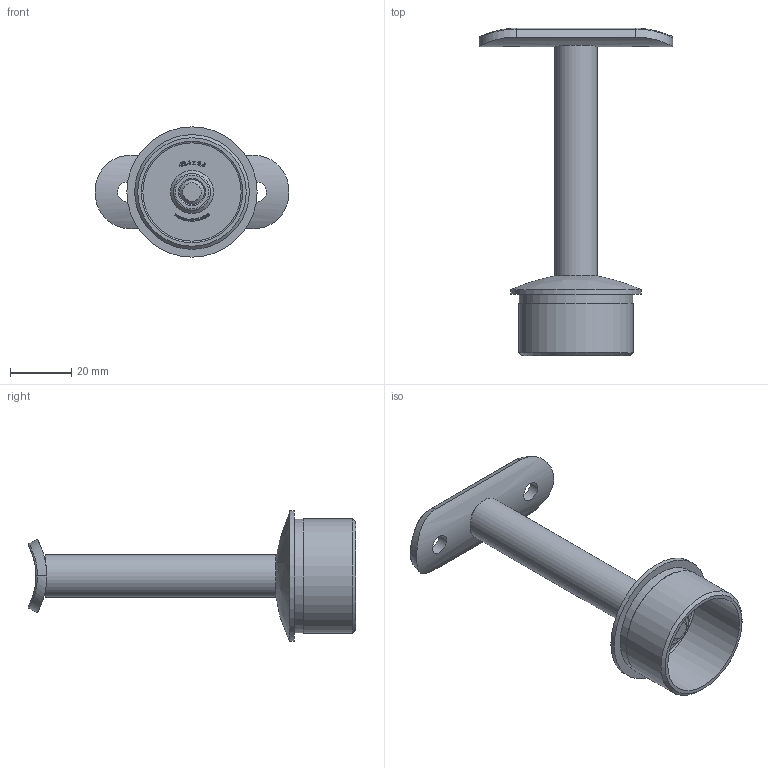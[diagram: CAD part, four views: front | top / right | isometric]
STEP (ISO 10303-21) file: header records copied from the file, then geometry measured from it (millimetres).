
FILE_DESCRIPTION (( 'STEP AP203' ), '1' );
FILE_NAME ('60722-240-25.step', '2021-11-26T10:03:02', ( '' ), ( '' ), 'SwSTEP 2.0', 'SolidWorks 2018', '' );
FILE_SCHEMA (( 'CONFIG_CONTROL_DESIGN' ));
Length unit declared in the file: millimetre
Products named in the file (10): DIN-7991_-_DIN7991 M6x16; 6027X-240; 60182-240_60182-240; 60182-240; 60722-240-25; DIN-7991_-_DIN7991 M6x16_DIN7991 M6x16; 50236-Konfig; 6027X-240_60273-240-25-M8; 50236-Konfig_50233-240
Assembly tree (7 placements, depth 2):
  60182-240
  60722-240-25
    50236-Konfig
    6027X-240
    DIN-7991_-_DIN7991 M6x16
  60722-240-25
    50236-Konfig_50233-240
    60182-240_60182-240
    DIN-7991_-_DIN7991 M6x16_DIN7991 M6x16
    6027X-240_60273-240-25-M8
Bounding box: 63 x 106.52 x 42.4 mm (x, y, z)
Volume: 26710.9 mm3; surface area: 16020.5 mm2
Topology: 4 solids, 4 shells, 422 faces, 1085 edges, 716 vertices
Faces by surface type: plane 244, bspline 131, cylinder 26, cone 14, torus 6, sphere 1
Full cylindrical faces by diameter (mm): 5 x1, 6 x2, 6.5 x2, 6.8 x1, 8 x2, 12 x2, 12.5 x1, 14 x1, 33 x1, 36.9 x1, 37.3 x1, 42.4 x1
Entity records: 22204 total; most frequent: CARTESIAN_POINT 11994, ORIENTED_EDGE 2084, DIRECTION 1426, EDGE_CURVE 1042, VECTOR 712, LINE 712, VERTEX_POINT 706, EDGE_LOOP 508
